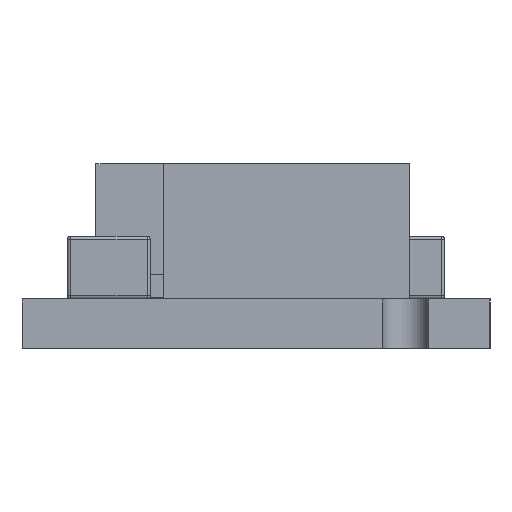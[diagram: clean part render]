
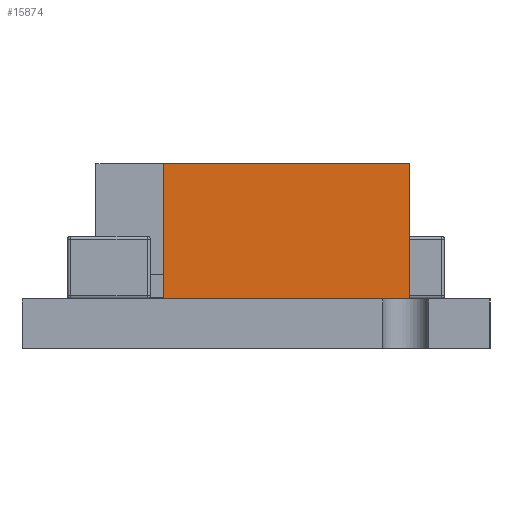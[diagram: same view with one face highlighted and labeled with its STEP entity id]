
A CAD part, left-side view. The second image highlights one B-rep face of the part: STEP entity #15874.
In plain terms, the highlighted planar face has unit normal (-1, 0, 0).
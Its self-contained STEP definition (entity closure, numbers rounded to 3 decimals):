
#1061=FACE_OUTER_BOUND('',#1989,.T.);
#1989=EDGE_LOOP('',(#12300,#12301,#12302,#12303));
#3477=LINE('',#24299,#5437);
#3478=LINE('',#24302,#5438);
#3479=LINE('',#24304,#5439);
#3480=LINE('',#24305,#5440);
#5437=VECTOR('',#19680,1.);
#5438=VECTOR('',#19683,1.);
#5439=VECTOR('',#19684,1.);
#5440=VECTOR('',#19685,1.);
#7118=VERTEX_POINT('',#24292);
#7121=VERTEX_POINT('',#24297);
#7122=VERTEX_POINT('',#24301);
#7123=VERTEX_POINT('',#24303);
#8975=EDGE_CURVE('',#7118,#7121,#3477,.T.);
#8976=EDGE_CURVE('',#7122,#7118,#3478,.T.);
#8977=EDGE_CURVE('',#7123,#7121,#3479,.T.);
#8978=EDGE_CURVE('',#7122,#7123,#3480,.T.);
#12300=ORIENTED_EDGE('',*,*,#8976,.T.);
#12301=ORIENTED_EDGE('',*,*,#8975,.T.);
#12302=ORIENTED_EDGE('',*,*,#8977,.F.);
#12303=ORIENTED_EDGE('',*,*,#8978,.F.);
#15063=PLANE('',#16966);
#15874=ADVANCED_FACE('',(#1061),#15063,.T.);
#16966=AXIS2_PLACEMENT_3D('',#24300,#19681,#19682);
#19680=DIRECTION('',(0.,0.,1.));
#19681=DIRECTION('center_axis',(-1.,0.,0.));
#19682=DIRECTION('ref_axis',(0.,-1.,0.));
#19683=DIRECTION('',(0.,-1.,0.));
#19684=DIRECTION('',(0.,-1.,0.));
#19685=DIRECTION('',(0.,0.,1.));
#24292=CARTESIAN_POINT('',(-12.97,-5.,1.6));
#24297=CARTESIAN_POINT('',(-12.97,-5.,6.));
#24299=CARTESIAN_POINT('',(-12.97,-5.,1.6));
#24300=CARTESIAN_POINT('Origin',(-12.97,3.,1.6));
#24301=CARTESIAN_POINT('',(-12.97,3.,1.6));
#24302=CARTESIAN_POINT('',(-12.97,3.,1.6));
#24303=CARTESIAN_POINT('',(-12.97,3.,6.));
#24304=CARTESIAN_POINT('',(-12.97,3.,6.));
#24305=CARTESIAN_POINT('',(-12.97,3.,1.6));
